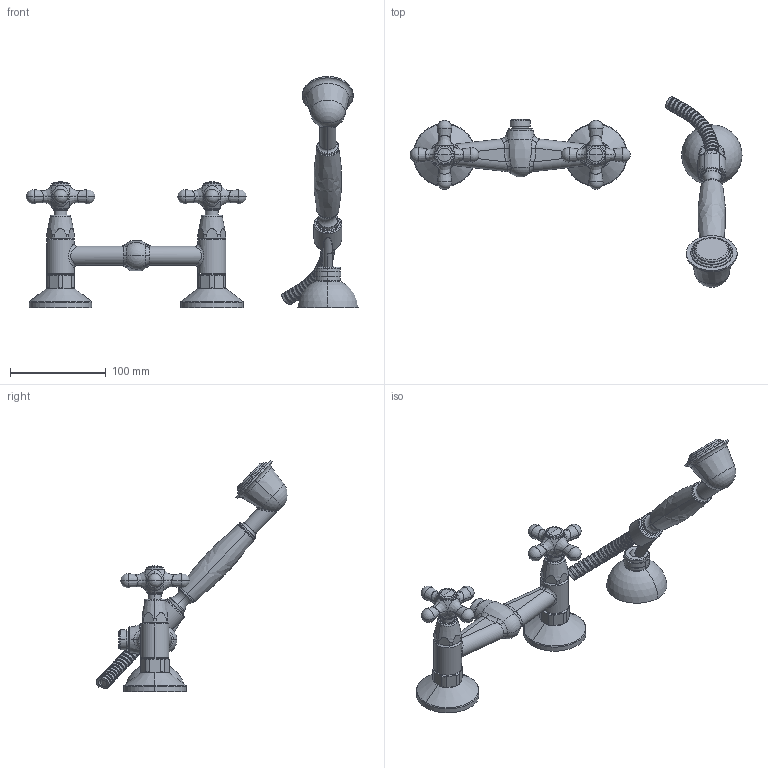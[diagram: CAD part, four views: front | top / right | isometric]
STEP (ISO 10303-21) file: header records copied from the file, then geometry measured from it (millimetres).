
FILE_DESCRIPTION((''),'2;1');
FILE_NAME('IRV168DCR','2021-11-10T17:16:51',('ut3'),('PAFFONI SpA'),'CREO PARAMETRIC BY PTC INC, 2020044','CREO PARAMETRIC BY PTC INC, 2020044','');
FILE_SCHEMA(('CONFIG_CONTROL_DESIGN','SHAPE_APPEARANCE_LAYERS_GROUPS'));
Products named in the file (1): IRV168DCR
Bounding box: 346.5 x 199.53 x 241.11 mm (x, y, z)
Volume: 450165.6 mm3; surface area: 130876.2 mm2
Topology: 4 solids, 5 shells, 776 faces, 1814 edges, 1068 vertices
Faces by surface type: plane 234, bspline 149, cylinder 148, cone 138, torus 82, sphere 25
Entity records: 53432 total; most frequent: CARTESIAN_POINT 30728, ORIENTED_EDGE 3572, DIRECTION 3347, EDGE_CURVE 1786, AXIS2_PLACEMENT_3D 1389, VERTEX_POINT 1067, FILL_AREA_STYLE_COLOUR 892, FILL_AREA_STYLE 892
